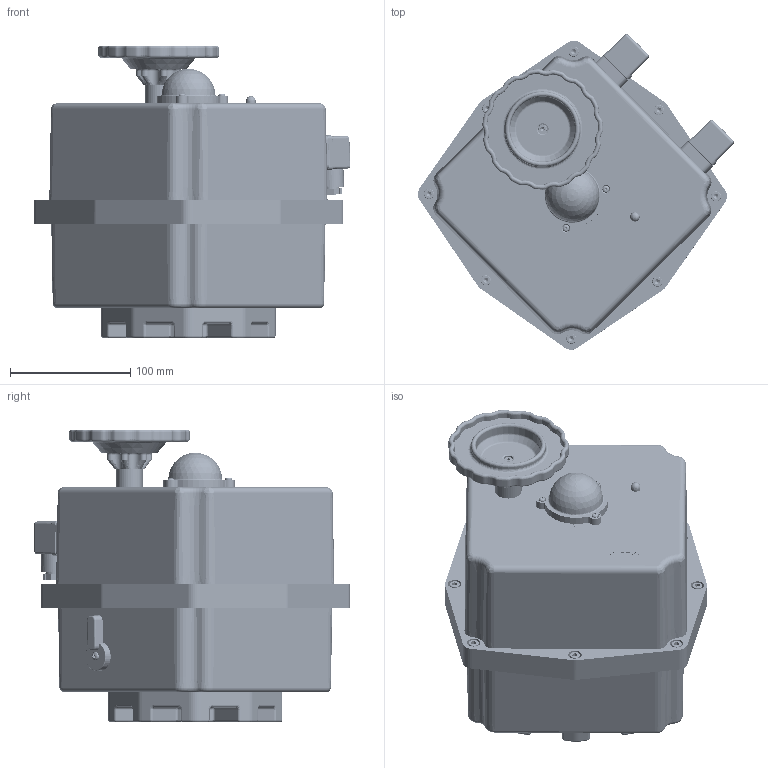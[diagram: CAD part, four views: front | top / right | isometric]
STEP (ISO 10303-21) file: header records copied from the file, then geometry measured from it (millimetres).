
FILE_DESCRIPTION( ( 'STEP AP214' ), '1' );
FILE_NAME( 'tmp0.stp', '2015-03-23T15:03:54', ( ' ' ), ( ' ' ), 'XStep 1.0', ' ', ' ' );
FILE_SCHEMA( ( 'automotive_design' ) );
Length unit declared in the file: millimetre
Products named in the file (57): 34807; 3480C; 80A2A; 80A2E; 80A32; 80A36; 80A3A; 80A3E; 80A44; 80AFC; 80B00; 80B04; 80B08; 80B0C; 80B10; 80B16; 3603C; 7DDCE; 7E51A; 809FA; 80A03; 80A07; 80A51; 80AEC; 80B1A; 80B1E; 80B25; 80B50; 80B54; 80B5A; 80B60; 80B66; 80B6F; 80B6B; 80B73; 80B79; 8811A
Bounding box: 263.12 x 262.47 x 243.5 mm (x, y, z)
Volume: 1247719.4 mm3; surface area: 576477.8 mm2
Topology: 57 solids, 57 shells, 6091 faces, 15380 edges, 9472 vertices
Faces by surface type: cylinder 2073, plane 1327, torus 1237, cone 1220, bspline 176, sphere 58
Entity records: 368588 total; most frequent: CARTESIAN_POINT 43513, DIRECTION 35478, STYLED_ITEM 30872, PRESENTATION_STYLE_ASSIGNMENT 30872, COLOUR_RGB 30872, ORIENTED_EDGE 30504, EDGE_CURVE 15252, CURVE_STYLE 15252
